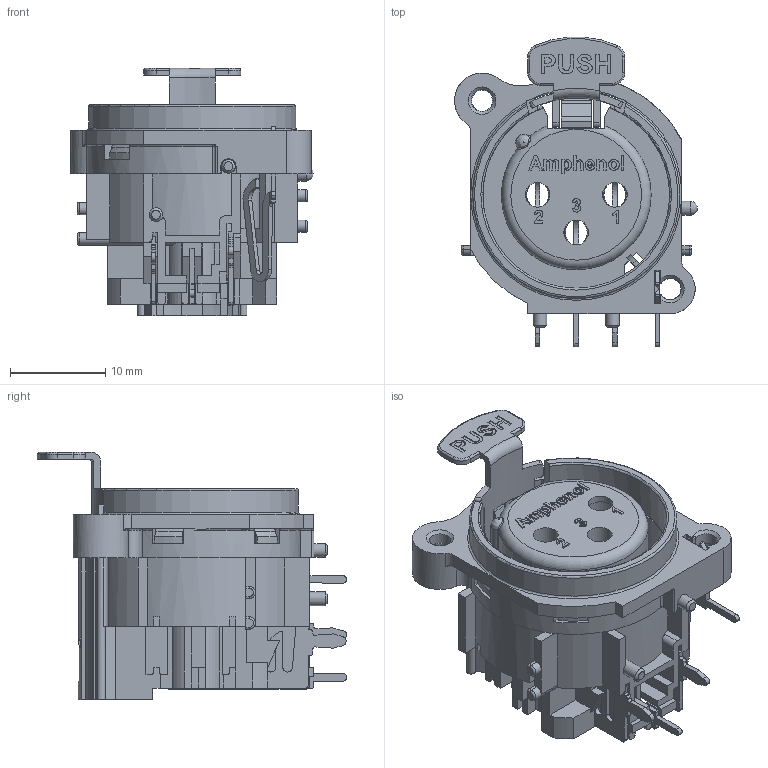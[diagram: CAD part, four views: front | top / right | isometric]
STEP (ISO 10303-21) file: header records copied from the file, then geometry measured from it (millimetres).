
FILE_DESCRIPTION((''),'2;1');
FILE_NAME('AC3FBH2.stp','2014-11-18T09:17:09',('thien'),(''),'Autodesk Inventor 2012','Autodesk Inventor 2012','');
FILE_SCHEMA(('AUTOMOTIVE_DESIGN { 1 0 10303 214 1 1 1 1 }'));
Length unit declared in the file: millimetre
Products named in the file (1): AC3FBH2_Substitute_1
Bounding box: 25.55 x 32.54 x 26 mm (x, y, z)
Surface area: 8527.4 mm2 (no closed solid volume)
Topology: 0 solids, 1 shells, 1335 faces, 3903 edges, 2530 vertices
Faces by surface type: plane 837, cylinder 282, bspline 124, torus 46, cone 40, sphere 6
Full cylindrical faces by diameter (mm): 1.45 x2, 1.5 x1, 2.204 x1, 2.3 x1, 2.6 x3
Entity records: 47867 total; most frequent: CARTESIAN_POINT 11570, ORIENTED_EDGE 7762, DIRECTION 6710, EDGE_CURVE 3881, VECTOR 2664, LINE 2664, VERTEX_POINT 2522, AXIS2_PLACEMENT_3D 2023
